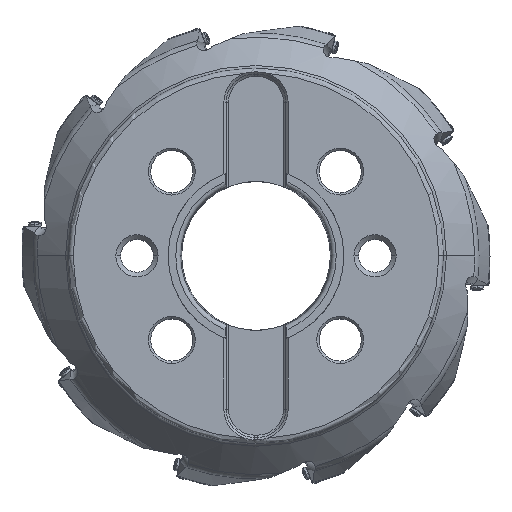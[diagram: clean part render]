
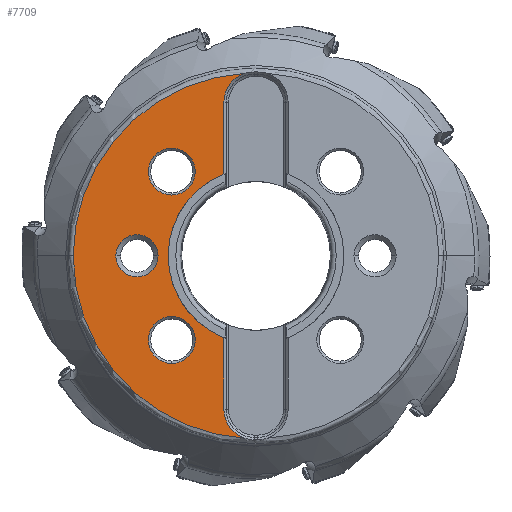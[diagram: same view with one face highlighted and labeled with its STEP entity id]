
A CAD part, top view. The second image highlights one B-rep face of the part: STEP entity #7709.
In plain terms, the highlighted planar face has unit normal (0, 0, 1).
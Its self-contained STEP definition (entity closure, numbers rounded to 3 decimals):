
#2804=LINE('',#49790,#4585);
#2805=LINE('',#49796,#4586);
#4585=VECTOR('',#34756,1.);
#4586=VECTOR('',#34761,1.);
#7709=ADVANCED_FACE('',(#9409,#9410,#9411,#9412),#8975,.T.);
#8975=PLANE('',#30101);
#9409=FACE_BOUND('',#10047,.T.);
#9410=FACE_BOUND('',#10048,.T.);
#9411=FACE_BOUND('',#10049,.T.);
#9412=FACE_BOUND('',#10050,.T.);
#10047=EDGE_LOOP('',(#14121,#14122,#14123,#14124,#14125,#14126,#14127,#14128));
#10048=EDGE_LOOP('',(#14129,#14130));
#10049=EDGE_LOOP('',(#14131,#14132));
#10050=EDGE_LOOP('',(#14133,#14134,#14135,#14136));
#14121=ORIENTED_EDGE('',*,*,#24166,.F.);
#14122=ORIENTED_EDGE('',*,*,#24155,.F.);
#14123=ORIENTED_EDGE('',*,*,#24165,.F.);
#14124=ORIENTED_EDGE('',*,*,#24167,.F.);
#14125=ORIENTED_EDGE('',*,*,#24168,.F.);
#14126=ORIENTED_EDGE('',*,*,#24169,.F.);
#14127=ORIENTED_EDGE('',*,*,#24170,.F.);
#14128=ORIENTED_EDGE('',*,*,#24171,.F.);
#14129=ORIENTED_EDGE('',*,*,#24172,.F.);
#14130=ORIENTED_EDGE('',*,*,#24173,.F.);
#14131=ORIENTED_EDGE('',*,*,#24174,.F.);
#14132=ORIENTED_EDGE('',*,*,#24175,.F.);
#14133=ORIENTED_EDGE('',*,*,#24176,.F.);
#14134=ORIENTED_EDGE('',*,*,#24177,.F.);
#14135=ORIENTED_EDGE('',*,*,#24178,.F.);
#14136=ORIENTED_EDGE('',*,*,#24179,.F.);
#20868=VERTEX_POINT('',#49742);
#20869=VERTEX_POINT('',#49743);
#20876=VERTEX_POINT('',#49785);
#20877=VERTEX_POINT('',#49789);
#20878=VERTEX_POINT('',#49791);
#20879=VERTEX_POINT('',#49793);
#20880=VERTEX_POINT('',#49795);
#20881=VERTEX_POINT('',#49797);
#20882=VERTEX_POINT('',#49800);
#20883=VERTEX_POINT('',#49801);
#20884=VERTEX_POINT('',#49804);
#20885=VERTEX_POINT('',#49805);
#20886=VERTEX_POINT('',#49808);
#20887=VERTEX_POINT('',#49809);
#20888=VERTEX_POINT('',#49811);
#20889=VERTEX_POINT('',#49813);
#24155=EDGE_CURVE('',#20868,#20869,#27159,.T.);
#24165=EDGE_CURVE('',#20876,#20868,#27164,.T.);
#24166=EDGE_CURVE('',#20869,#20877,#27165,.T.);
#24167=EDGE_CURVE('',#20878,#20876,#2804,.T.);
#24168=EDGE_CURVE('',#20879,#20878,#27166,.T.);
#24169=EDGE_CURVE('',#20880,#20879,#27167,.T.);
#24170=EDGE_CURVE('',#20881,#20880,#2805,.T.);
#24171=EDGE_CURVE('',#20877,#20881,#27168,.T.);
#24172=EDGE_CURVE('',#20882,#20883,#27169,.T.);
#24173=EDGE_CURVE('',#20883,#20882,#27170,.T.);
#24174=EDGE_CURVE('',#20884,#20885,#27171,.T.);
#24175=EDGE_CURVE('',#20885,#20884,#27172,.T.);
#24176=EDGE_CURVE('',#20886,#20887,#27173,.T.);
#24177=EDGE_CURVE('',#20888,#20886,#27174,.T.);
#24178=EDGE_CURVE('',#20889,#20888,#27175,.T.);
#24179=EDGE_CURVE('',#20887,#20889,#27176,.T.);
#27159=CIRCLE('',#30081,78.);
#27164=CIRCLE('',#30087,13.);
#27165=CIRCLE('',#30089,78.);
#27166=CIRCLE('',#30090,37.5);
#27167=CIRCLE('',#30091,37.5);
#27168=CIRCLE('',#30092,13.);
#27169=CIRCLE('',#30093,10.);
#27170=CIRCLE('',#30094,10.);
#27171=CIRCLE('',#30095,10.);
#27172=CIRCLE('',#30096,10.);
#27173=CIRCLE('',#30097,9.);
#27174=CIRCLE('',#30098,9.);
#27175=CIRCLE('',#30099,9.);
#27176=CIRCLE('',#30100,9.);
#30081=AXIS2_PLACEMENT_3D('',#49741,#34736,#34737);
#30087=AXIS2_PLACEMENT_3D('',#49786,#34750,#34751);
#30089=AXIS2_PLACEMENT_3D('',#49788,#34754,#34755);
#30090=AXIS2_PLACEMENT_3D('',#49792,#34757,#34758);
#30091=AXIS2_PLACEMENT_3D('',#49794,#34759,#34760);
#30092=AXIS2_PLACEMENT_3D('',#49798,#34762,#34763);
#30093=AXIS2_PLACEMENT_3D('',#49799,#34764,#34765);
#30094=AXIS2_PLACEMENT_3D('',#49802,#34766,#34767);
#30095=AXIS2_PLACEMENT_3D('',#49803,#34768,#34769);
#30096=AXIS2_PLACEMENT_3D('',#49806,#34770,#34771);
#30097=AXIS2_PLACEMENT_3D('',#49807,#34772,#34773);
#30098=AXIS2_PLACEMENT_3D('',#49810,#34774,#34775);
#30099=AXIS2_PLACEMENT_3D('',#49812,#34776,#34777);
#30100=AXIS2_PLACEMENT_3D('',#49814,#34778,#34779);
#30101=AXIS2_PLACEMENT_3D('',#49815,#34780,#34781);
#34736=DIRECTION('',(0.,0.,-1.));
#34737=DIRECTION('',(-0.061,-0.998,0.));
#34750=DIRECTION('',(0.,0.,1.));
#34751=DIRECTION('',(-1.,0.,0.));
#34754=DIRECTION('',(0.,0.,-1.));
#34755=DIRECTION('',(-1.,0.,0.));
#34756=DIRECTION('',(0.,-1.,0.));
#34757=DIRECTION('',(0.,0.,1.));
#34758=DIRECTION('',(-1.,0.,0.));
#34759=DIRECTION('',(0.,0.,1.));
#34760=DIRECTION('',(-0.365,0.931,0.));
#34761=DIRECTION('',(0.,-1.,0.));
#34762=DIRECTION('',(0.,0.,1.));
#34763=DIRECTION('',(-0.311,0.95,0.));
#34764=DIRECTION('',(0.,0.,1.));
#34765=DIRECTION('',(0.,-1.,0.));
#34766=DIRECTION('',(0.,0.,1.));
#34767=DIRECTION('',(0.,1.,0.));
#34768=DIRECTION('',(0.,0.,1.));
#34769=DIRECTION('',(0.,-1.,0.));
#34770=DIRECTION('',(0.,0.,1.));
#34771=DIRECTION('',(0.,1.,0.));
#34772=DIRECTION('',(0.,0.,1.));
#34773=DIRECTION('',(0.,1.,0.));
#34774=DIRECTION('',(0.,0.,1.));
#34775=DIRECTION('',(1.,0.,0.));
#34776=DIRECTION('',(0.,0.,1.));
#34777=DIRECTION('',(0.,-1.,0.));
#34778=DIRECTION('',(0.,0.,1.));
#34779=DIRECTION('',(-1.,0.,0.));
#34780=DIRECTION('',(0.,0.,1.));
#34781=DIRECTION('',(1.,0.,0.));
#49741=CARTESIAN_POINT('',(0.,0.,0.));
#49742=CARTESIAN_POINT('',(-4.742,-77.856,0.));
#49743=CARTESIAN_POINT('',(-78.,0.,0.));
#49785=CARTESIAN_POINT('',(-13.7,-65.5,0.));
#49786=CARTESIAN_POINT('',(-0.7,-65.5,0.));
#49788=CARTESIAN_POINT('',(0.,0.,0.));
#49789=CARTESIAN_POINT('',(-4.742,77.856,0.));
#49790=CARTESIAN_POINT('',(-13.7,-34.908,0.));
#49791=CARTESIAN_POINT('',(-13.7,-34.908,0.));
#49792=CARTESIAN_POINT('',(0.,0.,0.));
#49793=CARTESIAN_POINT('',(-37.5,0.,0.));
#49794=CARTESIAN_POINT('',(0.,0.,0.));
#49795=CARTESIAN_POINT('',(-13.7,34.908,0.));
#49796=CARTESIAN_POINT('',(-13.7,65.5,0.));
#49797=CARTESIAN_POINT('',(-13.7,65.5,0.));
#49798=CARTESIAN_POINT('',(-0.7,65.5,0.));
#49799=CARTESIAN_POINT('',(-35.921,-35.921,0.));
#49800=CARTESIAN_POINT('',(-35.921,-45.921,0.));
#49801=CARTESIAN_POINT('',(-35.921,-25.921,0.));
#49802=CARTESIAN_POINT('',(-35.921,-35.921,0.));
#49803=CARTESIAN_POINT('',(-35.921,35.921,0.));
#49804=CARTESIAN_POINT('',(-35.921,25.921,0.));
#49805=CARTESIAN_POINT('',(-35.921,45.921,0.));
#49806=CARTESIAN_POINT('',(-35.921,35.921,0.));
#49807=CARTESIAN_POINT('',(-50.8,0.,0.));
#49808=CARTESIAN_POINT('',(-50.8,9.,0.));
#49809=CARTESIAN_POINT('',(-59.8,0.,0.));
#49810=CARTESIAN_POINT('',(-50.8,0.,0.));
#49811=CARTESIAN_POINT('',(-41.8,0.,0.));
#49812=CARTESIAN_POINT('',(-50.8,0.,0.));
#49813=CARTESIAN_POINT('',(-50.8,-9.,0.));
#49814=CARTESIAN_POINT('',(-50.8,0.,0.));
#49815=CARTESIAN_POINT('',(-41.371,0.,0.));
